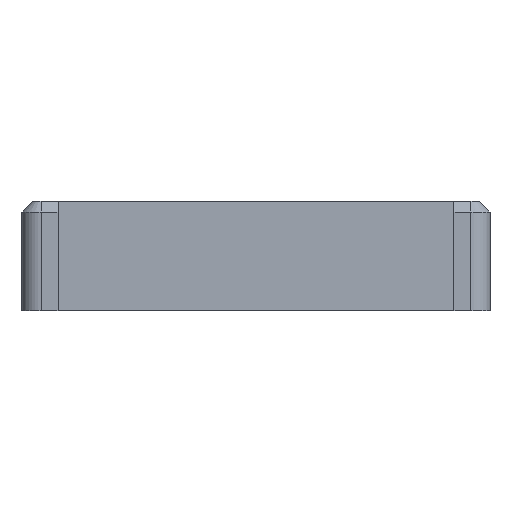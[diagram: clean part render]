
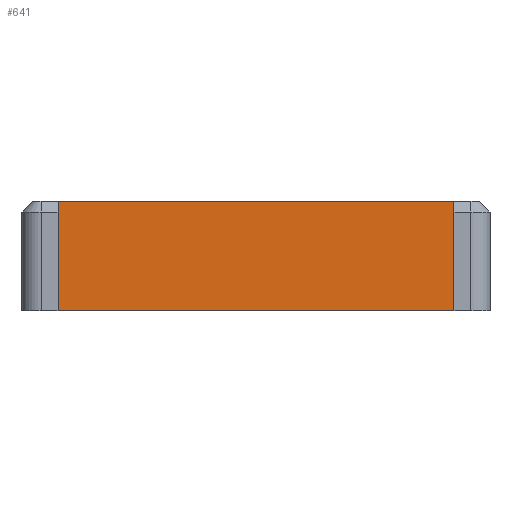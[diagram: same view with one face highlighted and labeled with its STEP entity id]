
A CAD part, left-side view. The second image highlights one B-rep face of the part: STEP entity #641.
In plain terms, the highlighted planar face has unit normal (-1, 0, 0).
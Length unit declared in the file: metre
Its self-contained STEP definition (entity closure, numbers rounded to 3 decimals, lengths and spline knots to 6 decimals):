
#641 = ADVANCED_FACE( '', ( #1313 ), #1314, .T. );
#1313 = FACE_OUTER_BOUND( '', #2006, .T. );
#1314 = PLANE( '', #2007 );
#2006 = EDGE_LOOP( '', ( #3770, #3771, #3772, #3773 ) );
#2007 = AXIS2_PLACEMENT_3D( '', #3774, #3775, #3776 );
#3770 = ORIENTED_EDGE( '', *, *, #4219, .F. );
#3771 = ORIENTED_EDGE( '', *, *, #4632, .T. );
#3772 = ORIENTED_EDGE( '', *, *, #4435, .F. );
#3773 = ORIENTED_EDGE( '', *, *, #4313, .F. );
#3774 = CARTESIAN_POINT( '', ( -0.0037, 0.0025, -0.003002 ) );
#3775 = DIRECTION( '', ( -1., 0., 0. ) );
#3776 = DIRECTION( '', ( 0., 0., 1. ) );
#4219 = EDGE_CURVE( '', #5141, #5143, #5144, .T. );
#4313 = EDGE_CURVE( '', #5143, #5288, #5289, .T. );
#4435 = EDGE_CURVE( '', #5288, #5457, #5458, .T. );
#4632 = EDGE_CURVE( '', #5141, #5457, #5703, .T. );
#5141 = VERTEX_POINT( '', #6412 );
#5143 = VERTEX_POINT( '', #6414 );
#5144 = LINE( '', #6415, #6416 );
#5288 = VERTEX_POINT( '', #6623 );
#5289 = LINE( '', #6624, #6625 );
#5457 = VERTEX_POINT( '', #6878 );
#5458 = LINE( '', #6879, #6880 );
#5703 = LINE( '', #7221, #7222 );
#6412 = CARTESIAN_POINT( '', ( -0.0037, -0.002344, -0.003 ) );
#6414 = CARTESIAN_POINT( '', ( -0.0037, 0.057344, -0.003 ) );
#6415 = CARTESIAN_POINT( '', ( -0.0037, 0.0025, -0.003 ) );
#6416 = VECTOR( '', #7532, 1. );
#6623 = CARTESIAN_POINT( '', ( -0.0037, 0.057344, 0.0122 ) );
#6624 = CARTESIAN_POINT( '', ( -0.0037, 0.057344, -0.003002 ) );
#6625 = VECTOR( '', #7619, 1. );
#6878 = CARTESIAN_POINT( '', ( -0.0037, -0.002344, 0.0122 ) );
#6879 = CARTESIAN_POINT( '', ( -0.0037, 0.0025, 0.0122 ) );
#6880 = VECTOR( '', #7714, 1. );
#7221 = CARTESIAN_POINT( '', ( -0.0037, -0.002344, -0.003002 ) );
#7222 = VECTOR( '', #7895, 1. );
#7532 = DIRECTION( '', ( 0., 1., 0. ) );
#7619 = DIRECTION( '', ( 0., 0., 1. ) );
#7714 = DIRECTION( '', ( 0., -1., 0. ) );
#7895 = DIRECTION( '', ( 0., 0., 1. ) );
